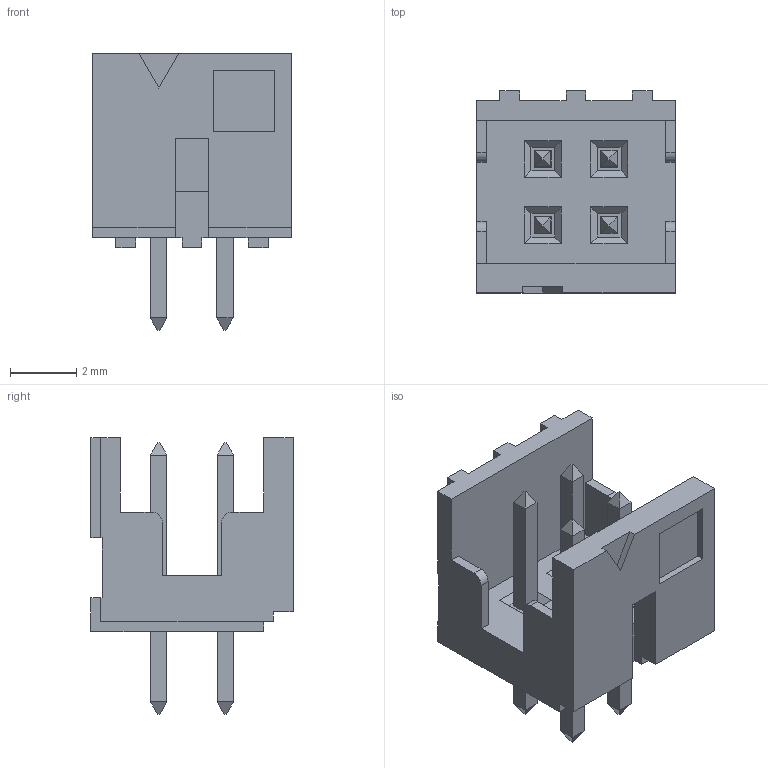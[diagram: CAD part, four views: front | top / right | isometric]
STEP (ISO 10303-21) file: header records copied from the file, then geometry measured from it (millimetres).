
FILE_DESCRIPTION(('FreeCAD Model'),'2;1');
FILE_NAME('P98414-X06-04LF.step', '2017-10-13T10:36:01',('kicad StepUp'),('ksu MCAD'), 'Open CASCADE STEP processor 6.8','FreeCAD','Unknown');
FILE_SCHEMA(('AUTOMOTIVE_DESIGN_CC2 { 1 2 10303 214 -1 1 5 4 }'));
Length unit declared in the file: millimetre
Products named in the file (2): ASSEMBLY; P98414-X06-04LF
Assembly tree (1 placements, depth 2):
  ASSEMBLY
    P98414-X06-04LF
Bounding box: 6 x 6.1 x 8.35 mm (x, y, z)
Volume: 93.9 mm3; surface area: 320 mm2
Topology: 1 solids, 1 shells, 192 faces, 495 edges, 308 vertices
Faces by surface type: plane 188, cylinder 4
Entity records: 5698 total; most frequent: CARTESIAN_POINT 997, ORIENTED_EDGE 990, DIRECTION 891, EDGE_CURVE 495, LINE 487, VECTOR 487, VERTEX_POINT 308, FACE_BOUND 205
